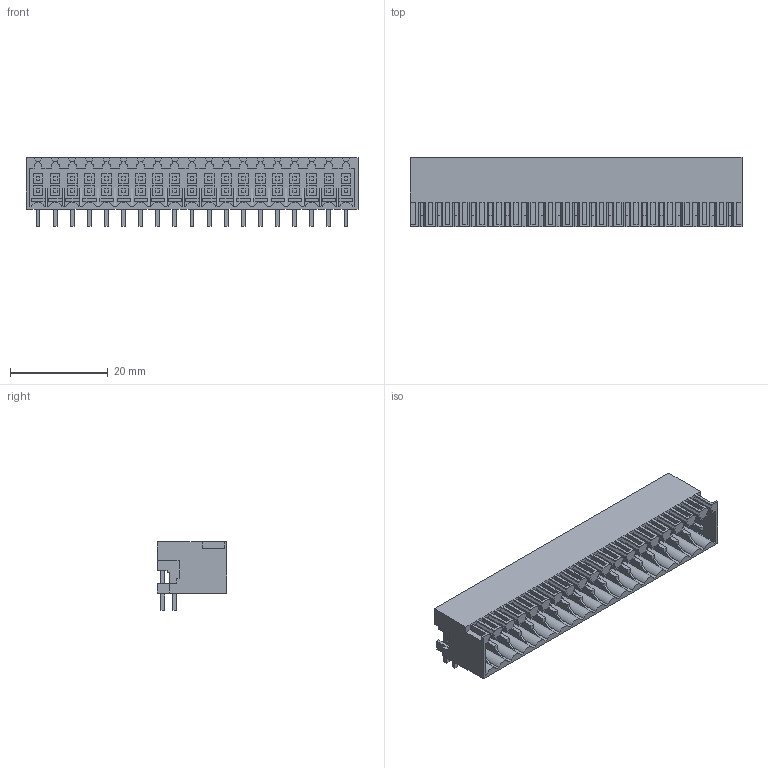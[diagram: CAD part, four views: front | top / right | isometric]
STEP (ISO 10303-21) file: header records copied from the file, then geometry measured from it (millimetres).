
FILE_DESCRIPTION(('CATIA V5 STEP Exchange','CAx-IF Rec.Pracs.--- Model Styling and Organization---1.4--- 2014-01-23'),'2;1');
FILE_NAME ('355901-3_0_2556160000_2556160000.stp','2021-07-27T06:04:06+00:00',('none'),('Weidmueller'),'CATIA Version 5-6 Release 2016 SP3 HF44','CATIA V5 STEP AP214','none');
FILE_SCHEMA(('AUTOMOTIVE_DESIGN { 1 0 10303 214 1 1 1 1 }'));
Length unit declared in the file: millimetre
Products named in the file (1): 2556160000
Bounding box: 67.9 x 14.2 x 14 mm (x, y, z)
Volume: 4538 mm3; surface area: 10259 mm2
Topology: 77 solids, 77 shells, 1882 faces, 4878 edges, 3244 vertices
Faces by surface type: plane 1844, cylinder 38
Entity records: 49907 total; most frequent: ORIENTED_EDGE 9756, CARTESIAN_POINT 8758, DIRECTION 6148, EDGE_CURVE 4878, VECTOR 4802, LINE 4802, VERTEX_POINT 3244, EDGE_LOOP 1976
